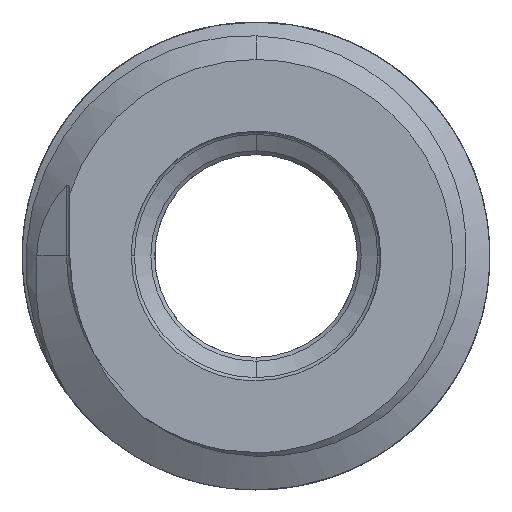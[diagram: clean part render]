
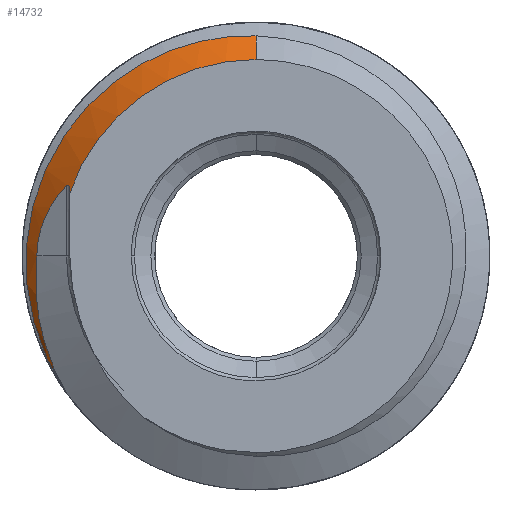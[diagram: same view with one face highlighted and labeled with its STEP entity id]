
A CAD part, front view. The second image highlights one B-rep face of the part: STEP entity #14732.
In plain terms, the highlighted conical face has half-angle 45 degrees and reference radius 7.507 mm.
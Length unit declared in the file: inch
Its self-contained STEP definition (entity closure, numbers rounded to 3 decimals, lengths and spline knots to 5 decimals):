
#287 = EDGE_CURVE ( 'NONE', #21159, #37350, #22556, .T. ) ;
#587 = DIRECTION ( 'NONE',  ( 0., 0., 1. ) ) ;
#729 = ORIENTED_EDGE ( 'NONE', *, *, #34278, .F. ) ;
#1275 = CARTESIAN_POINT ( 'NONE',  ( -0.26573, 0.04587, -0.12829 ) ) ;
#1400 = CARTESIAN_POINT ( 'NONE',  ( -0.24543, 0.03792, 0.14908 ) ) ;
#3577 = EDGE_CURVE ( 'NONE', #21159, #19468, #20554, .T. ) ;
#4290 = CARTESIAN_POINT ( 'NONE',  ( -0.2383, 0.00648, 0.08937 ) ) ;
#4308 = CARTESIAN_POINT ( 'NONE',  ( -0.2821, 0.04442, -0.07823 ) ) ;
#4386 = DIRECTION ( 'NONE',  ( 0., 0.707, 0.707 ) ) ;
#4440 = CARTESIAN_POINT ( 'NONE',  ( -0.1939, 0.03576, 0.20891 ) ) ;
#4935 = CARTESIAN_POINT ( 'NONE',  ( 0., 0.04754, 0.29557 ) ) ;
#6075 = VERTEX_POINT ( 'NONE', #17769 ) ;
#7339 = CARTESIAN_POINT ( 'NONE',  ( -0.23703, 0.00534, 0.08951 ) ) ;
#7365 = CARTESIAN_POINT ( 'NONE',  ( -0.28898, 0.04334, -0.03951 ) ) ;
#7504 = CARTESIAN_POINT ( 'NONE',  ( -0.13956, 0.03389, 0.24531 ) ) ;
#8423 = EDGE_CURVE ( 'NONE', #15618, #6075, #27830, .T. ) ;
#10364 = CARTESIAN_POINT ( 'NONE',  ( -0.23638, 0.00453, 0.08895 ) ) ;
#10387 = CARTESIAN_POINT ( 'NONE',  ( -0.29062, 0.04229, -0.00031 ) ) ;
#10516 = CARTESIAN_POINT ( 'NONE',  ( -0.10342, 0.03277, 0.26139 ) ) ;
#13432 = CARTESIAN_POINT ( 'NONE',  ( -0.23527, 0.00265, 0.08657 ) ) ;
#13454 = CARTESIAN_POINT ( 'NONE',  ( -0.28689, 0.04122, 0.03912 ) ) ;
#13585 = CARTESIAN_POINT ( 'NONE',  ( -0.06574, 0.03169, 0.2722 ) ) ;
#13908 = VECTOR ( 'NONE', #4386, 39.37008 ) ;
#13954 = CARTESIAN_POINT ( 'NONE',  ( -0.23895, 0.04726, -0.17349 ) ) ;
#13967 = CARTESIAN_POINT ( 'NONE',  ( -0.24663, 0.04578, -0.16039 ) ) ;
#14012 = CARTESIAN_POINT ( 'NONE',  ( -0.25319, 0.04428, -0.14684 ) ) ;
#14057 = CARTESIAN_POINT ( 'NONE',  ( -0.26412, 0.04122, -0.11887 ) ) ;
#14086 = CARTESIAN_POINT ( 'NONE',  ( -0.2685, 0.03965, -0.10436 ) ) ;
#14094 = CARTESIAN_POINT ( 'NONE',  ( -0.27665, 0.02861, 0. ) ) ;
#14168 = CARTESIAN_POINT ( 'NONE',  ( -0.27977, 0.03174, -0.03018 ) ) ;
#14732 = ADVANCED_FACE ( 'NONE', ( #27165 ), #15272, .T. ) ;
#15272 = CONICAL_SURFACE ( 'NONE', #25564, 0.29557, 0.785 ) ;
#15618 = VERTEX_POINT ( 'NONE', #21342 ) ;
#16514 = CARTESIAN_POINT ( 'NONE',  ( -0.23496, 0., 0.07946 ) ) ;
#16533 = CARTESIAN_POINT ( 'NONE',  ( -0.27792, 0.04013, 0.07726 ) ) ;
#16662 = CARTESIAN_POINT ( 'NONE',  ( -0.02646, 0.03056, 0.27765 ) ) ;
#17769 = CARTESIAN_POINT ( 'NONE',  ( 0., 0.02979, 0.27782 ) ) ;
#18296 = VERTEX_POINT ( 'NONE', #35707 ) ;
#18681 = CARTESIAN_POINT ( 'NONE',  ( -0.27665, 0.02861, 0. ) ) ;
#18790 = DIRECTION ( 'NONE',  ( 0., 1., 0. ) ) ;
#18911 = CARTESIAN_POINT ( 'NONE',  ( -0.23895, 0.04726, -0.17349 ) ) ;
#19468 = VERTEX_POINT ( 'NONE', #29103 ) ;
#19607 = CARTESIAN_POINT ( 'NONE',  ( -0.2637, 0.03902, 0.11416 ) ) ;
#19740 = CARTESIAN_POINT ( 'NONE',  ( 0., 0.02979, 0.27782 ) ) ;
#20554 =( BOUNDED_CURVE ( )  B_SPLINE_CURVE ( 3, ( #36649, #36640, #36602, #36597 ),
 .UNSPECIFIED., .F., .F. ) 
 B_SPLINE_CURVE_WITH_KNOTS ( ( 4, 4 ),
 ( 0., 0.66848 ),
 .UNSPECIFIED. ) 
 CURVE ( )  GEOMETRIC_REPRESENTATION_ITEM ( )  RATIONAL_B_SPLINE_CURVE ( ( 1., 0.963, 0.963, 1. ) ) 
 REPRESENTATION_ITEM ( '' )  );
#21159 = VERTEX_POINT ( 'NONE', #18681 ) ;
#21342 = CARTESIAN_POINT ( 'NONE',  ( 0., 0., 0.24803 ) ) ;
#22218 = ORIENTED_EDGE ( 'NONE', *, *, #287, .F. ) ;
#22514 = CARTESIAN_POINT ( 'NONE',  ( -0.2389, 0.00682, 0.08876 ) ) ;
#22536 = CARTESIAN_POINT ( 'NONE',  ( -0.2786, 0.04479, -0.09109 ) ) ;
#22556 = B_SPLINE_CURVE_WITH_KNOTS ( 'NONE', 3,
 ( #14094, #14168, #32308, #14086, #14057, #14012, #13967, #13954 ),
 .UNSPECIFIED., .F., .F.,
 ( 4, 2, 2, 4 ),
 ( 0., 0.00229, 0.00344, 0.00458 ),
 .UNSPECIFIED. ) ;
#22669 = CARTESIAN_POINT ( 'NONE',  ( -0.23031, 0.03723, 0.17039 ) ) ;
#25530 = CARTESIAN_POINT ( 'NONE',  ( -0.23776, 0.00606, 0.08963 ) ) ;
#25547 = CARTESIAN_POINT ( 'NONE',  ( -0.28727, 0.0437, -0.05247 ) ) ;
#25564 = AXIS2_PLACEMENT_3D ( 'NONE', #26747, #26431, #26208 ) ;
#25681 = CARTESIAN_POINT ( 'NONE',  ( -0.17345, 0.03501, 0.22521 ) ) ;
#26099 = CIRCLE ( 'NONE', #27718, 0.24803 ) ;
#26208 = DIRECTION ( 'NONE',  ( 0., 0., 1. ) ) ;
#26431 = DIRECTION ( 'NONE',  ( 0., 1., 0. ) ) ;
#26440 = B_SPLINE_CURVE_WITH_KNOTS ( 'NONE', 3,
 ( #34496, #31555, #1275, #22536, #4308, #25547, #7365, #28619, #10387, #31689, #13454, #34627, #16533, #37596, #19607, #1400, #22669, #4440, #25681, #7504, #28755, #10516, #31820, #13585, #34761, #16662, #37729, #19740 ),
 .UNSPECIFIED., .F., .F.,
 ( 4, 2, 2, 2, 2, 2, 2, 2, 2, 2, 2, 2, 2, 4 ),
 ( -0.01594, -0.01395, -0.01295, -0.01196, -0.01096, -0.00996, -0.00897, -0.00797, -0.00598, -0.00399, -0.00299, -0.00199, -0.001, 0. ),
 .UNSPECIFIED. ) ;
#26747 = CARTESIAN_POINT ( 'NONE',  ( 0., 0.04754, 0. ) ) ;
#27165 = FACE_OUTER_BOUND ( 'NONE', #38109, .T. ) ;
#27718 = AXIS2_PLACEMENT_3D ( 'NONE', #36779, #18790, #587 ) ;
#27830 = LINE ( 'NONE', #4935, #13908 ) ;
#28602 = CARTESIAN_POINT ( 'NONE',  ( -0.2368, 0.00508, 0.08938 ) ) ;
#28619 = CARTESIAN_POINT ( 'NONE',  ( -0.29065, 0.04263, -0.01343 ) ) ;
#28755 = CARTESIAN_POINT ( 'NONE',  ( -0.12764, 0.03351, 0.25129 ) ) ;
#29103 = CARTESIAN_POINT ( 'NONE',  ( -0.2389, 0.00682, 0.08876 ) ) ;
#30071 = EDGE_CURVE ( 'NONE', #18296, #15618, #26099, .T. ) ;
#31555 = CARTESIAN_POINT ( 'NONE',  ( -0.25397, 0.04658, -0.15165 ) ) ;
#31617 = EDGE_CURVE ( 'NONE', #19468, #18296, #32267, .T. ) ;
#31668 = CARTESIAN_POINT ( 'NONE',  ( -0.23621, 0.00428, 0.08869 ) ) ;
#31689 = CARTESIAN_POINT ( 'NONE',  ( -0.28873, 0.04158, 0.0261 ) ) ;
#31820 = CARTESIAN_POINT ( 'NONE',  ( -0.09104, 0.03241, 0.26558 ) ) ;
#32267 = B_SPLINE_CURVE_WITH_KNOTS ( 'NONE', 3,
 ( #22514, #4290, #25530, #7339, #28602, #10364, #31668, #13432, #34607, #16514 ),
 .UNSPECIFIED., .F., .F.,
 ( 4, 2, 2, 2, 4 ),
 ( 0., 0.25, 0.375, 0.5, 1. ),
 .UNSPECIFIED. ) ;
#32308 = CARTESIAN_POINT ( 'NONE',  ( -0.27811, 0.0349, -0.06004 ) ) ;
#33318 = ORIENTED_EDGE ( 'NONE', *, *, #31617, .T. ) ;
#33903 = ORIENTED_EDGE ( 'NONE', *, *, #30071, .T. ) ;
#34278 = EDGE_CURVE ( 'NONE', #37350, #6075, #26440, .T. ) ;
#34496 = CARTESIAN_POINT ( 'NONE',  ( -0.23895, 0.04726, -0.17349 ) ) ;
#34607 = CARTESIAN_POINT ( 'NONE',  ( -0.23496, 0.00134, 0.08363 ) ) ;
#34627 = CARTESIAN_POINT ( 'NONE',  ( -0.28148, 0.04049, 0.06469 ) ) ;
#34761 = CARTESIAN_POINT ( 'NONE',  ( -0.05277, 0.03132, 0.27464 ) ) ;
#34808 = ORIENTED_EDGE ( 'NONE', *, *, #8423, .T. ) ;
#34856 = ORIENTED_EDGE ( 'NONE', *, *, #3577, .T. ) ;
#35707 = CARTESIAN_POINT ( 'NONE',  ( -0.23496, 0., 0.07946 ) ) ;
#36597 = CARTESIAN_POINT ( 'NONE',  ( -0.2389, 0.00682, 0.08876 ) ) ;
#36602 = CARTESIAN_POINT ( 'NONE',  ( -0.26358, 0.02107, 0.06324 ) ) ;
#36640 = CARTESIAN_POINT ( 'NONE',  ( -0.27665, 0.02861, 0.03252 ) ) ;
#36649 = CARTESIAN_POINT ( 'NONE',  ( -0.27665, 0.02861, 0. ) ) ;
#36779 = CARTESIAN_POINT ( 'NONE',  ( 0., 0., 0. ) ) ;
#37350 = VERTEX_POINT ( 'NONE', #18911 ) ;
#37596 = CARTESIAN_POINT ( 'NONE',  ( -0.26905, 0.03939, 0.10195 ) ) ;
#37729 = CARTESIAN_POINT ( 'NONE',  ( -0.01325, 0.03018, 0.27821 ) ) ;
#38109 = EDGE_LOOP ( 'NONE', ( #33903, #34808, #729, #22218, #34856, #33318 ) ) ;
